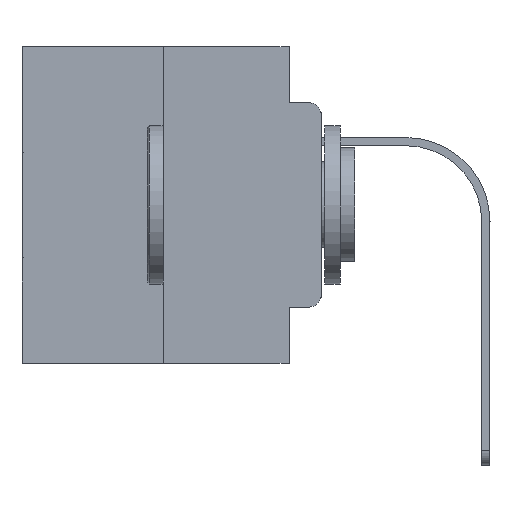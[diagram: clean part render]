
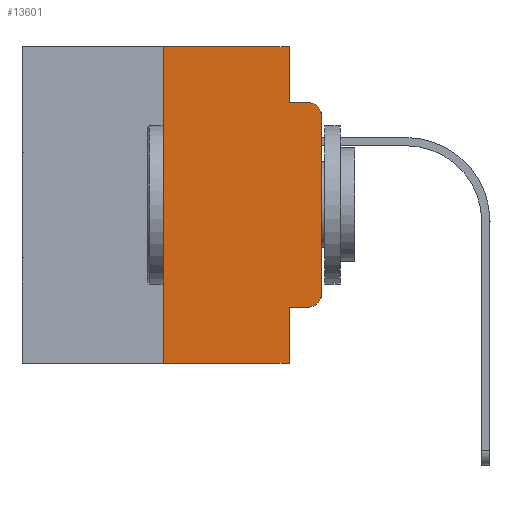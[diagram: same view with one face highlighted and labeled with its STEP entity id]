
A CAD part, left-side view. The second image highlights one B-rep face of the part: STEP entity #13601.
In plain terms, the highlighted planar face has unit normal (-1, 0, 0).
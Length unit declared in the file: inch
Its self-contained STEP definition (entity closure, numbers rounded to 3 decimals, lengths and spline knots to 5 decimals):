
#177 = DIRECTION ( 'NONE',  ( 0., 0., -1. ) ) ;
#262 = LINE ( 'NONE', #17341, #11758 ) ;
#2514 = DIRECTION ( 'NONE',  ( 0., 0., 1. ) ) ;
#2765 = EDGE_CURVE ( 'NONE', #15543, #4462, #15610, .T. ) ;
#3779 = DIRECTION ( 'NONE',  ( -1., 0., 0. ) ) ;
#4057 = DIRECTION ( 'NONE',  ( 0., -1., 0. ) ) ;
#4462 = VERTEX_POINT ( 'NONE', #24360 ) ;
#5547 = EDGE_CURVE ( 'NONE', #8914, #15543, #6909, .T. ) ;
#5655 = AXIS2_PLACEMENT_3D ( 'NONE', #21310, #27306, #177 ) ;
#5879 = LINE ( 'NONE', #12198, #16820 ) ;
#6020 = ORIENTED_EDGE ( 'NONE', *, *, #21046, .F. ) ;
#6137 = CARTESIAN_POINT ( 'NONE',  ( 0., 0., 0. ) ) ;
#6199 = EDGE_CURVE ( 'NONE', #6966, #22008, #25296, .T. ) ;
#6212 = EDGE_CURVE ( 'NONE', #19361, #8914, #6409, .T. ) ;
#6409 = LINE ( 'NONE', #14972, #9687 ) ;
#6416 = FACE_OUTER_BOUND ( 'NONE', #7668, .T. ) ;
#6909 = LINE ( 'NONE', #20327, #9222 ) ;
#6966 = VERTEX_POINT ( 'NONE', #26041 ) ;
#7092 = LINE ( 'NONE', #11166, #12745 ) ;
#7668 = EDGE_LOOP ( 'NONE', ( #26752, #23186, #21485, #21879, #8913, #15118, #11167, #6020, #25298, #8310 ) ) ;
#7739 = CARTESIAN_POINT ( 'NONE',  ( 0., 0.051, -0.4115 ) ) ;
#8310 = ORIENTED_EDGE ( 'NONE', *, *, #21525, .T. ) ;
#8531 = AXIS2_PLACEMENT_3D ( 'NONE', #20558, #3779, #27109 ) ;
#8913 = ORIENTED_EDGE ( 'NONE', *, *, #6212, .F. ) ;
#8914 = VERTEX_POINT ( 'NONE', #17435 ) ;
#9222 = VECTOR ( 'NONE', #9439, 39.37008 ) ;
#9439 = DIRECTION ( 'NONE',  ( 0., 0., -1. ) ) ;
#9687 = VECTOR ( 'NONE', #4057, 39.37008 ) ;
#10611 = EDGE_CURVE ( 'NONE', #22726, #19361, #262, .T. ) ;
#11166 = CARTESIAN_POINT ( 'NONE',  ( 0., 0.473, -0.5 ) ) ;
#11167 = ORIENTED_EDGE ( 'NONE', *, *, #20449, .T. ) ;
#11178 = EDGE_CURVE ( 'NONE', #21474, #26125, #22860, .T. ) ;
#11758 = VECTOR ( 'NONE', #2514, 39.37008 ) ;
#12160 = VERTEX_POINT ( 'NONE', #20133 ) ;
#12198 = CARTESIAN_POINT ( 'NONE',  ( 0., 0.051, 0. ) ) ;
#12745 = VECTOR ( 'NONE', #26245, 39.37008 ) ;
#13431 = DIRECTION ( 'NONE',  ( 0., 0., -1. ) ) ;
#13601 = ADVANCED_FACE ( 'NONE', ( #6416 ), #17199, .F. ) ;
#13732 = CIRCLE ( 'NONE', #5655, 0.02 ) ;
#14347 = CARTESIAN_POINT ( 'NONE',  ( 0., 0.25, -0.5 ) ) ;
#14570 = DIRECTION ( 'NONE',  ( 0., 0., -1. ) ) ;
#14972 = CARTESIAN_POINT ( 'NONE',  ( 0., 0.473, 0. ) ) ;
#15118 = ORIENTED_EDGE ( 'NONE', *, *, #10611, .F. ) ;
#15324 = DIRECTION ( 'NONE',  ( 0., -1., 0. ) ) ;
#15543 = VERTEX_POINT ( 'NONE', #19971 ) ;
#15610 = LINE ( 'NONE', #23987, #16866 ) ;
#16282 = DIRECTION ( 'NONE',  ( 0., -1., 0. ) ) ;
#16820 = VECTOR ( 'NONE', #14570, 39.37008 ) ;
#16866 = VECTOR ( 'NONE', #15324, 39.37008 ) ;
#17199 = PLANE ( 'NONE',  #22263 ) ;
#17341 = CARTESIAN_POINT ( 'NONE',  ( 0., 0.25, 0. ) ) ;
#17435 = CARTESIAN_POINT ( 'NONE',  ( 0., 0.051, 0. ) ) ;
#18511 = EDGE_CURVE ( 'NONE', #22008, #4462, #26821, .T. ) ;
#18865 = CARTESIAN_POINT ( 'NONE',  ( 0., 0.02, -0.4115 ) ) ;
#19361 = VERTEX_POINT ( 'NONE', #20471 ) ;
#19971 = CARTESIAN_POINT ( 'NONE',  ( 0., 0.051, -0.0885 ) ) ;
#20133 = CARTESIAN_POINT ( 'NONE',  ( 0., 0.051, -0.5 ) ) ;
#20249 = VECTOR ( 'NONE', #16282, 39.37008 ) ;
#20327 = CARTESIAN_POINT ( 'NONE',  ( 0., 0.051, 0. ) ) ;
#20397 = VECTOR ( 'NONE', #23207, 39.37008 ) ;
#20449 = EDGE_CURVE ( 'NONE', #22726, #12160, #7092, .T. ) ;
#20471 = CARTESIAN_POINT ( 'NONE',  ( 0., 0.25, 0. ) ) ;
#20558 = CARTESIAN_POINT ( 'NONE',  ( 0., 0.02, -0.1085 ) ) ;
#20864 = CARTESIAN_POINT ( 'NONE',  ( 0., 0., -0.1085 ) ) ;
#21046 = EDGE_CURVE ( 'NONE', #21474, #12160, #5879, .T. ) ;
#21310 = CARTESIAN_POINT ( 'NONE',  ( 0., 0.02, -0.3915 ) ) ;
#21474 = VERTEX_POINT ( 'NONE', #22996 ) ;
#21485 = ORIENTED_EDGE ( 'NONE', *, *, #2765, .F. ) ;
#21525 = EDGE_CURVE ( 'NONE', #26125, #6966, #13732, .T. ) ;
#21879 = ORIENTED_EDGE ( 'NONE', *, *, #5547, .F. ) ;
#22008 = VERTEX_POINT ( 'NONE', #20864 ) ;
#22263 = AXIS2_PLACEMENT_3D ( 'NONE', #23497, #25866, #13431 ) ;
#22726 = VERTEX_POINT ( 'NONE', #14347 ) ;
#22860 = LINE ( 'NONE', #7739, #20249 ) ;
#22996 = CARTESIAN_POINT ( 'NONE',  ( 0., 0.051, -0.4115 ) ) ;
#23186 = ORIENTED_EDGE ( 'NONE', *, *, #18511, .T. ) ;
#23207 = DIRECTION ( 'NONE',  ( 0., 0., 1. ) ) ;
#23497 = CARTESIAN_POINT ( 'NONE',  ( 0., 0.473, 0. ) ) ;
#23987 = CARTESIAN_POINT ( 'NONE',  ( 0., 0.051, -0.0885 ) ) ;
#24360 = CARTESIAN_POINT ( 'NONE',  ( 0., 0.02, -0.0885 ) ) ;
#25296 = LINE ( 'NONE', #6137, #20397 ) ;
#25298 = ORIENTED_EDGE ( 'NONE', *, *, #11178, .T. ) ;
#25866 = DIRECTION ( 'NONE',  ( 1., 0., 0. ) ) ;
#26041 = CARTESIAN_POINT ( 'NONE',  ( 0., 0., -0.3915 ) ) ;
#26125 = VERTEX_POINT ( 'NONE', #18865 ) ;
#26245 = DIRECTION ( 'NONE',  ( 0., -1., 0. ) ) ;
#26752 = ORIENTED_EDGE ( 'NONE', *, *, #6199, .T. ) ;
#26821 = CIRCLE ( 'NONE', #8531, 0.02 ) ;
#27109 = DIRECTION ( 'NONE',  ( 0., 0., -1. ) ) ;
#27306 = DIRECTION ( 'NONE',  ( -1., 0., 0. ) ) ;
